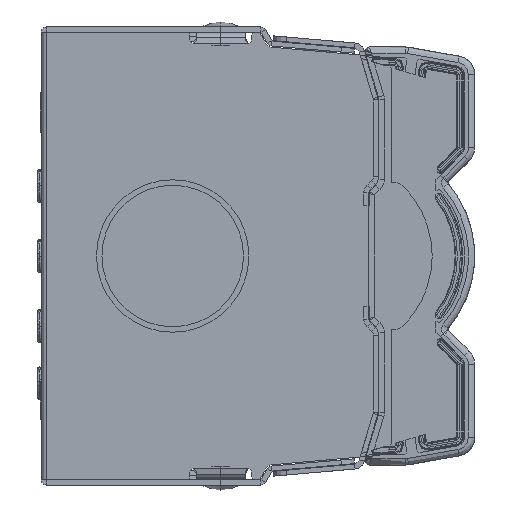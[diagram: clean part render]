
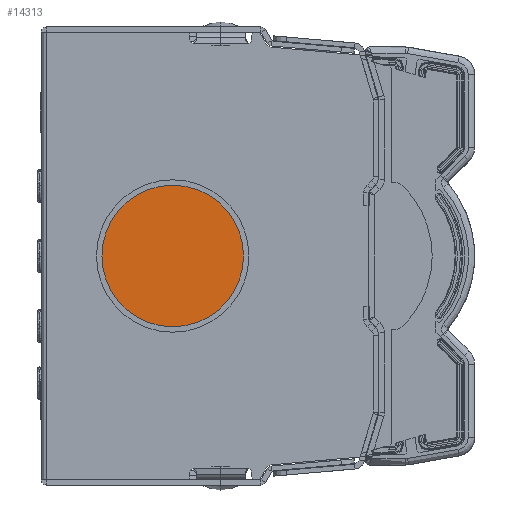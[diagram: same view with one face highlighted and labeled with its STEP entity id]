
A CAD part, left-side view. The second image highlights one B-rep face of the part: STEP entity #14313.
In plain terms, the highlighted planar face has unit normal (-1, 0, 0).
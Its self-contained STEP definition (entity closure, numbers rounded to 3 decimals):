
#3683=CARTESIAN_POINT('',(-1205.65,-20.65,0.));
#3684=DIRECTION('',(1.,0.,0.));
#3685=DIRECTION('',(0.,-1.,0.));
#3686=AXIS2_PLACEMENT_3D('',#3683,#3684,#3685);
#3688=CARTESIAN_POINT('',(-1205.65,-20.65,0.));
#3689=DIRECTION('',(1.,0.,0.));
#3690=DIRECTION('',(0.,1.,0.));
#3691=AXIS2_PLACEMENT_3D('',#3688,#3689,#3690);
#8367=CARTESIAN_POINT('',(-1205.65,-31.765,0.));
#8368=CARTESIAN_POINT('',(-1205.65,-9.535,0.));
#8369=VERTEX_POINT('',#8367);
#8370=VERTEX_POINT('',#8368);
#14304=CARTESIAN_POINT('',(-1205.65,-20.65,0.));
#14305=DIRECTION('',(1.,0.,0.));
#14306=DIRECTION('',(0.,-1.,0.));
#14307=AXIS2_PLACEMENT_3D('',#14304,#14305,#14306);
#14308=PLANE('',#14307);
#14309=ORIENTED_EDGE('',*,*,#14284,.T.);
#14310=ORIENTED_EDGE('',*,*,#14298,.T.);
#14311=EDGE_LOOP('',(#14309,#14310));
#14312=FACE_OUTER_BOUND('',#14311,.F.);
#14313=ADVANCED_FACE('',(#14312),#14308,.F.);
#3687=CIRCLE('',#3686,11.115);
#3692=CIRCLE('',#3691,11.115);
#14284=EDGE_CURVE('',#8369,#8370,#3687,.T.);
#14298=EDGE_CURVE('',#8370,#8369,#3692,.T.);
